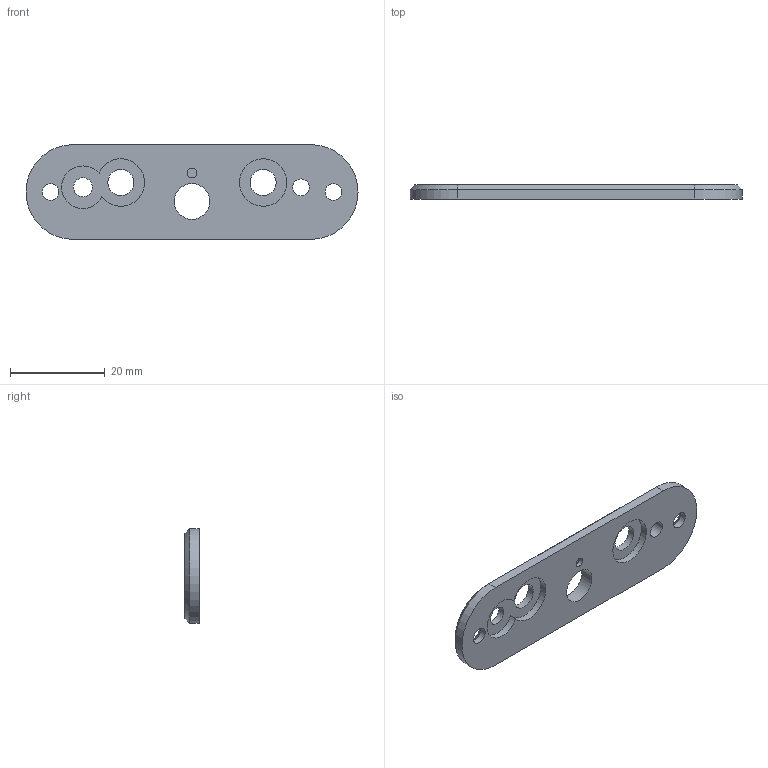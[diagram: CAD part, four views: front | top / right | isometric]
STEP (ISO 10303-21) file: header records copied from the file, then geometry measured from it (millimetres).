
FILE_DESCRIPTION(/* description */ (''),/* implementation_level */ '2;1');
FILE_NAME(/* name */ 'NuTubeスキットル Ver.2.step',/* time_stamp */ '2018-01-07T10:21:48+09:00',/* author */ ('yuhki50'),/* organization */ (''),/* preprocessor_version */ 'ST-DEVELOPER v16.13',/* originating_system */ 'Autodesk Translation Framework v6.5.0.72',/* authorisation */ '');
FILE_SCHEMA (('AUTOMOTIVE_DESIGN { 1 0 10303 214 3 1 1 }'));
Length unit declared in the file: millimetre
Products named in the file (1): NuTubeスキットル Ver.2
Bounding box: 70 x 3 x 20 mm (x, y, z)
Volume: 3186.7 mm3; surface area: 3107.1 mm2
Topology: 1 solids, 1 shells, 26 faces, 67 edges, 46 vertices
Faces by surface type: cylinder 13, plane 9, cone 4
Full cylindrical faces by diameter (mm): 2 x1, 3.5 x3, 4 x1, 5.5 x2, 7.5 x1, 10 x1
Entity records: 884 total; most frequent: DIRECTION 161, CARTESIAN_POINT 140, ORIENTED_EDGE 134, EDGE_CURVE 67, AXIS2_PLACEMENT_3D 67, VERTEX_POINT 46, EDGE_LOOP 43, CIRCLE 40
